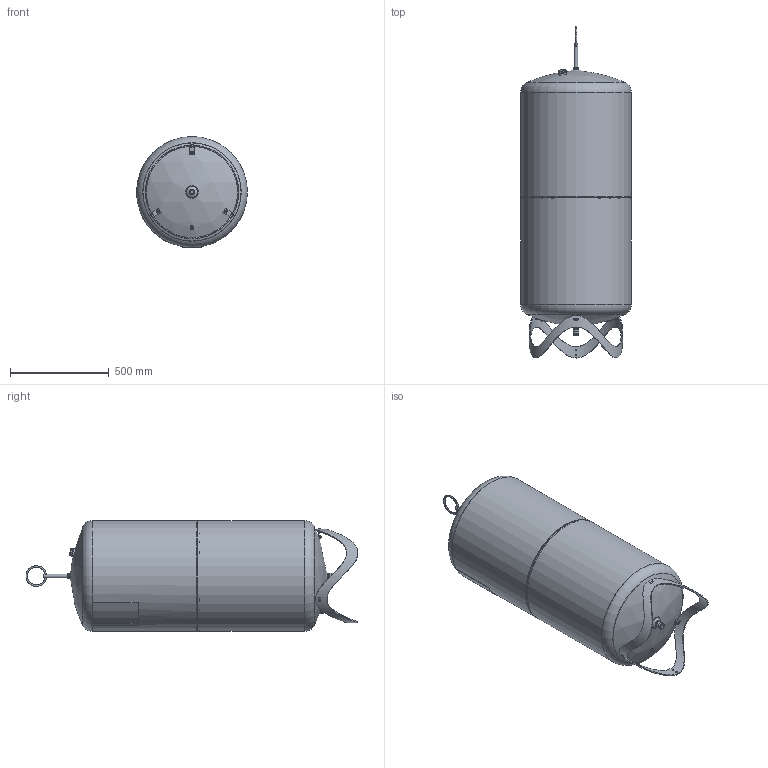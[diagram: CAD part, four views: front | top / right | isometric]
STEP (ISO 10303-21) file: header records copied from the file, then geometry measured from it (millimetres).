
FILE_DESCRIPTION((''),'2;1');
FILE_NAME('7103009_3D_1002_00_DE_FR_IT_EN_NL_UPD.stp','2015-01-08T11:54:01',('SCG'),(''),'Autodesk Inventor 2013','Autodesk Inventor 2013','');
FILE_SCHEMA(('AUTOMOTIVE_DESIGN { 1 0 10303 214 1 1 1 1 }'));
Length unit declared in the file: millimetre
Products named in the file (1): 119483
Bounding box: 560 x 1676.59 x 560.3 mm (x, y, z)
Surface area: 6695628.5 mm2
Topology: 11 solids, 11 shells, 422 faces, 1115 edges, 722 vertices
Faces by surface type: plane 192, cylinder 110, cone 50, torus 31, bspline 29, sphere 9, revolution 1
Full cylindrical faces by diameter (mm): 4 x20, 7.5 x2, 8 x6, 8.4 x1, 9 x5, 10 x3, 11.027 x1, 12.6 x1, 14 x1, 14.95 x1, 17.2 x1, 18 x1, 20 x2, 24.117 x1, 26.44 x1, 26.5 x1, 26.8 x2, 27 x2, 29.8 x4, 30 x1, 32 x1, 33 x1, 33.3 x1, 40 x1, 41 x1, 45 x1, 55 x2, 58 x1, 461 x1, 471 x1
Entity records: 16237 total; most frequent: CARTESIAN_POINT 6080, DIRECTION 1955, ORIENTED_EDGE 1882, EDGE_CURVE 941, AXIS2_PLACEMENT_3D 812, VERTEX_POINT 684, EDGE_LOOP 664, FACE_OUTER_BOUND 422
